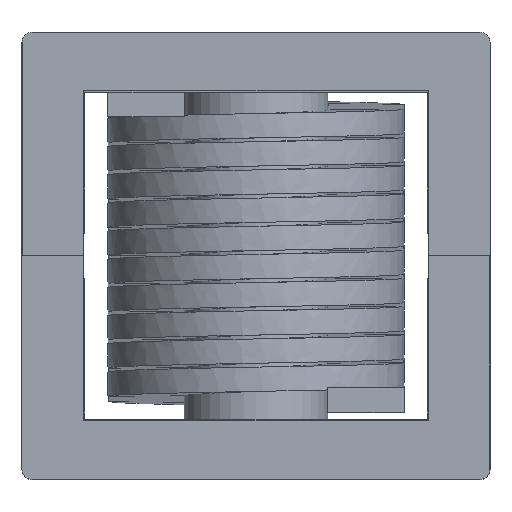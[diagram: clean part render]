
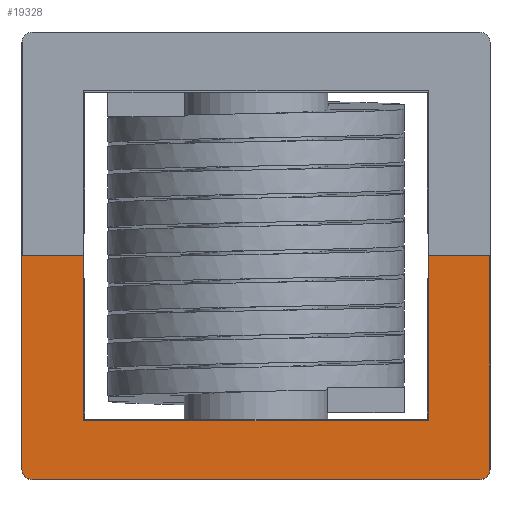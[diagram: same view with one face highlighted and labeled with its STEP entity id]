
A CAD part, top view. The second image highlights one B-rep face of the part: STEP entity #19328.
In plain terms, the highlighted planar face has unit normal (0, 0, 1).
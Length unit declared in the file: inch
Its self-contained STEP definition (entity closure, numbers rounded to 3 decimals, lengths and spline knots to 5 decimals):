
#91 = LINE ( 'NONE', #23901, #13956 ) ;
#286 = VERTEX_POINT ( 'NONE', #24184 ) ;
#319 = DIRECTION ( 'NONE',  ( 1., 0., 0. ) ) ;
#1069 = ORIENTED_EDGE ( 'NONE', *, *, #5967, .F. ) ;
#1226 = VECTOR ( 'NONE', #15483, 39.37008 ) ;
#2250 = LINE ( 'NONE', #2407, #17082 ) ;
#2407 = CARTESIAN_POINT ( 'NONE',  ( -0.392, -0.725, 0.785 ) ) ;
#2478 = EDGE_CURVE ( 'NONE', #5281, #12490, #18559, .T. ) ;
#3456 = CARTESIAN_POINT ( 'NONE',  ( 1.59, 0.725, 0.785 ) ) ;
#3488 = CARTESIAN_POINT ( 'NONE',  ( -1.52, -0.725, 0.785 ) ) ;
#3551 = CARTESIAN_POINT ( 'NONE',  ( 1.52, -0.795, 0.785 ) ) ;
#3594 = CARTESIAN_POINT ( 'NONE',  ( 1.172, -0.395, 0.785 ) ) ;
#3702 = CARTESIAN_POINT ( 'NONE',  ( 1.59, -0.725, 0.785 ) ) ;
#3860 = LINE ( 'NONE', #6777, #24287 ) ;
#3947 = EDGE_CURVE ( 'NONE', #18703, #10308, #22270, .T. ) ;
#3989 = DIRECTION ( 'NONE',  ( 0., -1., 0. ) ) ;
#4098 = CARTESIAN_POINT ( 'NONE',  ( 1.59, -0.725, 0.785 ) ) ;
#4262 = ORIENTED_EDGE ( 'NONE', *, *, #6567, .F. ) ;
#4287 = AXIS2_PLACEMENT_3D ( 'NONE', #16405, #18394, #11729 ) ;
#4344 = EDGE_CURVE ( 'NONE', #11058, #4529, #19725, .T. ) ;
#4529 = VERTEX_POINT ( 'NONE', #3702 ) ;
#4666 = CARTESIAN_POINT ( 'NONE',  ( 1.172, -0.725, 0.785 ) ) ;
#5038 = FACE_OUTER_BOUND ( 'NONE', #12334, .T. ) ;
#5140 = VECTOR ( 'NONE', #5485, 39.37008 ) ;
#5249 = VECTOR ( 'NONE', #20809, 39.37008 ) ;
#5272 = EDGE_CURVE ( 'NONE', #12490, #18703, #2250, .T. ) ;
#5281 = VERTEX_POINT ( 'NONE', #17094 ) ;
#5340 = ORIENTED_EDGE ( 'NONE', *, *, #16028, .F. ) ;
#5485 = DIRECTION ( 'NONE',  ( 1., 0., 0. ) ) ;
#5651 = VECTOR ( 'NONE', #3989, 39.37008 ) ;
#5967 = EDGE_CURVE ( 'NONE', #22076, #15825, #7952, .T. ) ;
#6497 = DIRECTION ( 'NONE',  ( 0., -1., 0. ) ) ;
#6567 = EDGE_CURVE ( 'NONE', #9750, #286, #21302, .T. ) ;
#6774 = CARTESIAN_POINT ( 'NONE',  ( -1.172, 0.725, 0.785 ) ) ;
#6777 = CARTESIAN_POINT ( 'NONE',  ( -1.52, -0.395, 0.785 ) ) ;
#6959 = EDGE_CURVE ( 'NONE', #10308, #23374, #15962, .T. ) ;
#7664 = LINE ( 'NONE', #19273, #5651 ) ;
#7904 = DIRECTION ( 'NONE',  ( -1., 0., 0. ) ) ;
#7905 = VECTOR ( 'NONE', #23850, 39.37008 ) ;
#7952 = LINE ( 'NONE', #22755, #5249 ) ;
#8781 = VECTOR ( 'NONE', #319, 39.37008 ) ;
#8833 = PLANE ( 'NONE',  #9897 ) ;
#8854 = DIRECTION ( 'NONE',  ( 1., 0., 0. ) ) ;
#9511 = LINE ( 'NONE', #14239, #5140 ) ;
#9750 = VERTEX_POINT ( 'NONE', #3551 ) ;
#9897 = AXIS2_PLACEMENT_3D ( 'NONE', #23822, #15057, #25773 ) ;
#9993 = ORIENTED_EDGE ( 'NONE', *, *, #21343, .F. ) ;
#10192 = CARTESIAN_POINT ( 'NONE',  ( 0.392, -0.725, 0.785 ) ) ;
#10225 = DIRECTION ( 'NONE',  ( 0., 0., -1. ) ) ;
#10308 = VERTEX_POINT ( 'NONE', #16186 ) ;
#10888 = DIRECTION ( 'NONE',  ( 1., 0., 0. ) ) ;
#10920 = CARTESIAN_POINT ( 'NONE',  ( -1.52, -0.795, 0.785 ) ) ;
#10982 = ORIENTED_EDGE ( 'NONE', *, *, #17825, .F. ) ;
#11058 = VERTEX_POINT ( 'NONE', #3456 ) ;
#11175 = AXIS2_PLACEMENT_3D ( 'NONE', #3488, #10225, #7904 ) ;
#11366 = ORIENTED_EDGE ( 'NONE', *, *, #6959, .F. ) ;
#11552 = CARTESIAN_POINT ( 'NONE',  ( -1.52, 0.725, 0.785 ) ) ;
#11729 = DIRECTION ( 'NONE',  ( -1., 0., 0. ) ) ;
#12334 = EDGE_LOOP ( 'NONE', ( #25793, #5340, #20444, #11366, #16203, #16747, #17308, #9993, #21198, #1069, #21424, #4262, #10982, #27037 ) ) ;
#12490 = VERTEX_POINT ( 'NONE', #18540 ) ;
#12542 = VERTEX_POINT ( 'NONE', #3594 ) ;
#13949 = VECTOR ( 'NONE', #15772, 39.37008 ) ;
#13956 = VECTOR ( 'NONE', #10888, 39.37008 ) ;
#14238 = CIRCLE ( 'NONE', #4287, 0.07 ) ;
#14239 = CARTESIAN_POINT ( 'NONE',  ( -1.52, 0.725, 0.785 ) ) ;
#14809 = DIRECTION ( 'NONE',  ( 0., -1., 0. ) ) ;
#15057 = DIRECTION ( 'NONE',  ( 0., 0., -1. ) ) ;
#15151 = VERTEX_POINT ( 'NONE', #6774 ) ;
#15483 = DIRECTION ( 'NONE',  ( 0., 1., 0. ) ) ;
#15772 = DIRECTION ( 'NONE',  ( 1., 0., 0. ) ) ;
#15825 = VERTEX_POINT ( 'NONE', #19969 ) ;
#15894 = CARTESIAN_POINT ( 'NONE',  ( -1.59, -0.725, 0.785 ) ) ;
#15962 = LINE ( 'NONE', #10192, #17606 ) ;
#16028 = EDGE_CURVE ( 'NONE', #12542, #24669, #22004, .T. ) ;
#16186 = CARTESIAN_POINT ( 'NONE',  ( 0.392, 0.725, 0.785 ) ) ;
#16203 = ORIENTED_EDGE ( 'NONE', *, *, #3947, .F. ) ;
#16405 = CARTESIAN_POINT ( 'NONE',  ( 1.52, -0.725, 0.785 ) ) ;
#16680 = CARTESIAN_POINT ( 'NONE',  ( -0.392, 0.725, 0.785 ) ) ;
#16747 = ORIENTED_EDGE ( 'NONE', *, *, #5272, .F. ) ;
#16958 = EDGE_CURVE ( 'NONE', #15825, #15151, #91, .T. ) ;
#17082 = VECTOR ( 'NONE', #19574, 39.37008 ) ;
#17094 = CARTESIAN_POINT ( 'NONE',  ( -1.172, -0.395, 0.785 ) ) ;
#17308 = ORIENTED_EDGE ( 'NONE', *, *, #2478, .F. ) ;
#17384 = EDGE_CURVE ( 'NONE', #24669, #11058, #9511, .T. ) ;
#17606 = VECTOR ( 'NONE', #14809, 39.37008 ) ;
#17825 = EDGE_CURVE ( 'NONE', #4529, #9750, #14238, .T. ) ;
#18264 = CARTESIAN_POINT ( 'NONE',  ( 1.172, 0.725, 0.785 ) ) ;
#18394 = DIRECTION ( 'NONE',  ( 0., 0., -1. ) ) ;
#18438 = VECTOR ( 'NONE', #6497, 39.37008 ) ;
#18540 = CARTESIAN_POINT ( 'NONE',  ( -0.392, -0.395, 0.785 ) ) ;
#18559 = LINE ( 'NONE', #21629, #8781 ) ;
#18703 = VERTEX_POINT ( 'NONE', #16680 ) ;
#19273 = CARTESIAN_POINT ( 'NONE',  ( -1.172, -0.725, 0.785 ) ) ;
#19328 = ADVANCED_FACE ( 'NONE', ( #5038 ), #8833, .F. ) ;
#19574 = DIRECTION ( 'NONE',  ( 0., 1., 0. ) ) ;
#19725 = LINE ( 'NONE', #4098, #18438 ) ;
#19969 = CARTESIAN_POINT ( 'NONE',  ( -1.59, 0.725, 0.785 ) ) ;
#20444 = ORIENTED_EDGE ( 'NONE', *, *, #23011, .F. ) ;
#20809 = DIRECTION ( 'NONE',  ( 0., 1., 0. ) ) ;
#21026 = CARTESIAN_POINT ( 'NONE',  ( 0.392, -0.395, 0.785 ) ) ;
#21198 = ORIENTED_EDGE ( 'NONE', *, *, #16958, .F. ) ;
#21302 = LINE ( 'NONE', #10920, #7905 ) ;
#21343 = EDGE_CURVE ( 'NONE', #15151, #5281, #7664, .T. ) ;
#21424 = ORIENTED_EDGE ( 'NONE', *, *, #26588, .F. ) ;
#21629 = CARTESIAN_POINT ( 'NONE',  ( -1.52, -0.395, 0.785 ) ) ;
#22004 = LINE ( 'NONE', #4666, #1226 ) ;
#22076 = VERTEX_POINT ( 'NONE', #15894 ) ;
#22270 = LINE ( 'NONE', #11552, #13949 ) ;
#22755 = CARTESIAN_POINT ( 'NONE',  ( -1.59, -0.725, 0.785 ) ) ;
#23011 = EDGE_CURVE ( 'NONE', #23374, #12542, #3860, .T. ) ;
#23374 = VERTEX_POINT ( 'NONE', #21026 ) ;
#23822 = CARTESIAN_POINT ( 'NONE',  ( -1.52, -0.725, 0.785 ) ) ;
#23850 = DIRECTION ( 'NONE',  ( -1., 0., 0. ) ) ;
#23901 = CARTESIAN_POINT ( 'NONE',  ( -1.52, 0.725, 0.785 ) ) ;
#24184 = CARTESIAN_POINT ( 'NONE',  ( -1.52, -0.795, 0.785 ) ) ;
#24287 = VECTOR ( 'NONE', #8854, 39.37008 ) ;
#24669 = VERTEX_POINT ( 'NONE', #18264 ) ;
#25773 = DIRECTION ( 'NONE',  ( -1., 0., 0. ) ) ;
#25793 = ORIENTED_EDGE ( 'NONE', *, *, #17384, .F. ) ;
#26455 = CIRCLE ( 'NONE', #11175, 0.07 ) ;
#26588 = EDGE_CURVE ( 'NONE', #286, #22076, #26455, .T. ) ;
#27037 = ORIENTED_EDGE ( 'NONE', *, *, #4344, .F. ) ;
